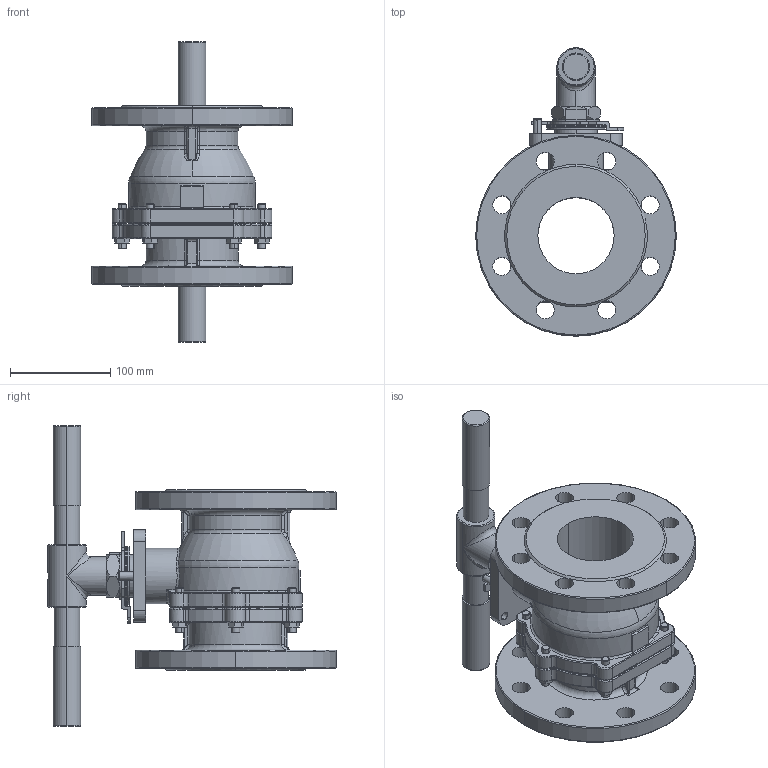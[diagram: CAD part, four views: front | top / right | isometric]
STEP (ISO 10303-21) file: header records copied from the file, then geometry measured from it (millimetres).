
FILE_DESCRIPTION (( 'STEP AP203' ), '1' );
FILE_NAME ('MD-27-PN16_DN80.STEP', '2019-10-28T03:34:08', ( '' ), ( '' ), 'SwSTEP 2.0', 'SolidWorks 2012', '' );
FILE_SCHEMA (( 'CONFIG_CONTROL_DESIGN' ));
Length unit declared in the file: millimetre
Products named in the file (7): MD-27-PN16_DN80; JIS B 1181 Hexagon nut - Class 3 Finished M8 --N_JIS B 1181 Hexagon nut - Class 3 Finished M8 --N; MD-27-PN40_DN65-BLOT; MD-27-PN40_DN65-T-PIPE; MD-27-PN40-DN65-LOCK PLANT; MD-27-PN16_DN80-END CAP; MD-27-PN16_DN80-BODY
Assembly tree (16 placements, depth 2):
  MD-27-PN16_DN80
    MD-27-PN16_DN80-BODY
    MD-27-PN16_DN80-END CAP
    MD-27-PN40-DN65-LOCK PLANT
    MD-27-PN40_DN65-T-PIPE
    MD-27-PN40_DN65-BLOT  x6
    JIS B 1181 Hexagon nut - Class 3 Finished M8 --N_JIS B 1181 Hexagon nut - Class 3 Finished M8 --N  x6
Bounding box: 200 x 287.35 x 300 mm (x, y, z)
Volume: 2220136.3 mm3; surface area: 367570.3 mm2
Topology: 22 solids, 22 shells, 772 faces, 1832 edges, 1094 vertices
Faces by surface type: cylinder 268, plane 191, cone 136, torus 129, bspline 48
Entity records: 21420 total; most frequent: CARTESIAN_POINT 6231, DIRECTION 3178, ORIENTED_EDGE 2900, EDGE_CURVE 1450, AXIS2_PLACEMENT_3D 1343, VERTEX_POINT 884, CIRCLE 780, EDGE_LOOP 682
